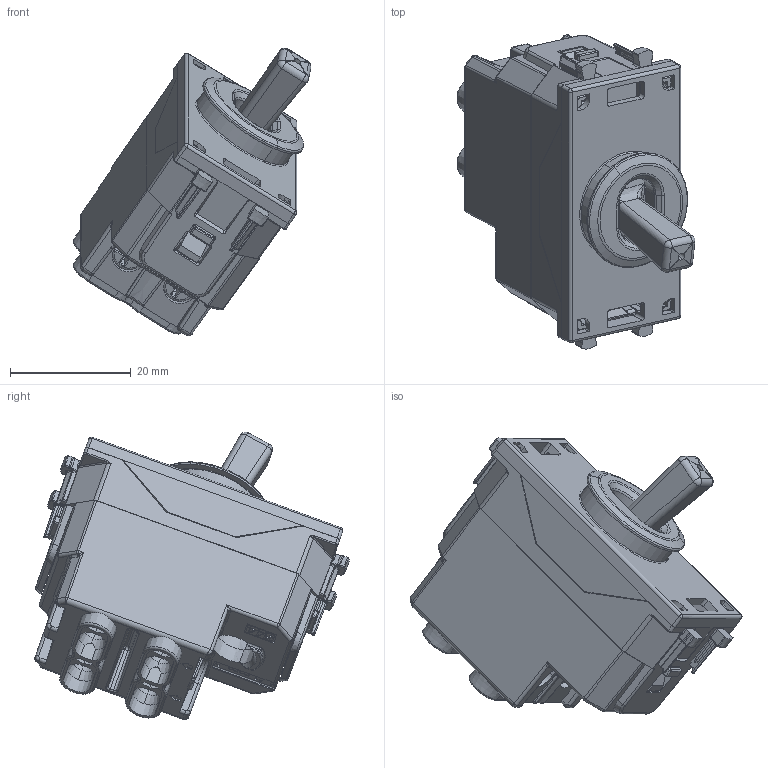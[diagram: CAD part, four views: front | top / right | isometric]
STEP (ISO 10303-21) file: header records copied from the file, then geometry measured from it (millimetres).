
FILE_DESCRIPTION(('CATIA V5 STEP Exchange'),'2;1');
FILE_NAME('444004B.stp','2024-03-28T07:17:38+00:00',('none'),('none'),'CATIA Version 5-6 Release 2016 SP6','CATIA V5 STEP AP203','none');
FILE_SCHEMA(('CONFIG_CONTROL_DESIGN'));
Products named in the file (1): STEP
Assembly tree (20 placements, depth 2):
  STEP
    #57
    #40546  x4
    #42459  x2
    #43325
    #90833
    #98358
    #107818
    #110538
    #111789
    #114951
    #117855
    #124755
    #133007  x2
    #134694  x2
Bounding box: 39.5 x 52.17 x 47.73 mm (x, y, z)
Volume: 16154.6 mm3; surface area: 26953.4 mm2
Topology: 24 solids, 24 shells, 3877 faces, 10443 edges, 6468 vertices
Faces by surface type: plane 1876, cylinder 1143, bspline 314, cone 264, torus 125, sphere 119, extrusion 24, revolution 12
Entity records: 135694 total; most frequent: CARTESIAN_POINT 57022, ORIENTED_EDGE 19016, DIRECTION 11531, EDGE_CURVE 9508, VERTEX_POINT 5962, VECTOR 4839, LINE 4815, AXIS2_PLACEMENT_3D 3996
